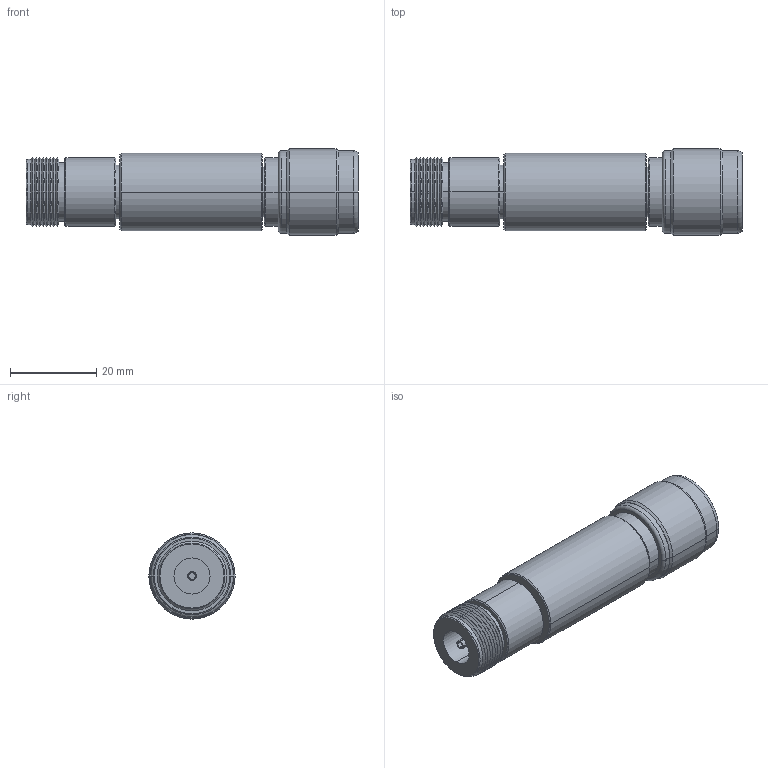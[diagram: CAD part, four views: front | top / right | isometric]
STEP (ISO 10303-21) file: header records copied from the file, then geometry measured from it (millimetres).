
FILE_DESCRIPTION (( 'STEP AP214' ), '1' );
FILE_NAME ('LCAT1007-05_3D.STEP', '2021-02-01T21:42:54', ( '' ), ( '' ), 'SwSTEP 2.0', 'SolidWorks 2018', '' );
FILE_SCHEMA (( 'AUTOMOTIVE_DESIGN' ));
Length unit declared in the file: inch
Products named in the file (4): LCAT1007-MA2; LCAT1007-05_3D; ANM-1700-MA2; LCAT1007-MA1
Assembly tree (3 placements, depth 2):
  LCAT1007-05_3D
    LCAT1007-MA1
    LCAT1007-MA2
    ANM-1700-MA2
Bounding box: 77 x 20 x 20 mm (x, y, z)
Volume: 16577.9 mm3; surface area: 7597.6 mm2
Topology: 3 solids, 3 shells, 185 faces, 404 edges, 240 vertices
Faces by surface type: cone 84, cylinder 50, plane 45, torus 4, sphere 2
Entity records: 5280 total; most frequent: DIRECTION 976, CARTESIAN_POINT 931, ORIENTED_EDGE 804, EDGE_CURVE 402, AXIS2_PLACEMENT_3D 395, VERTEX_POINT 240, EDGE_LOOP 204, CIRCLE 204
